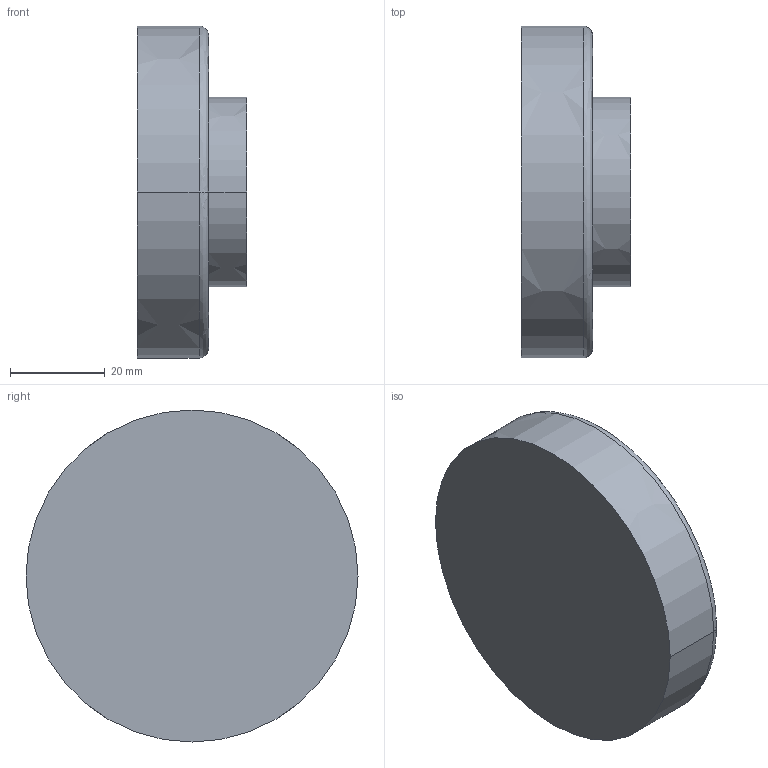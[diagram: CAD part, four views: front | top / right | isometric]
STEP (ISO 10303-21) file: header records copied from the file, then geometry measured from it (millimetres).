
FILE_DESCRIPTION (( 'STEP AP214' ), '1' );
FILE_NAME ('rv-6sdl_Flange.STEP', '2021-06-29T17:09:03', ( '' ), ( '' ), 'SwSTEP 2.0', 'SolidWorks 2018', '' );
FILE_SCHEMA (( 'AUTOMOTIVE_DESIGN' ));
Length unit declared in the file: millimetre
Products named in the file (3): Copy of RV-6S_J6_FLANGE^rv-6sl_arm; Copy of RV-6S_J6_LABYRINTH^rv-6sl_arm; rv-6sdl_Flange
Assembly tree (2 placements, depth 2):
  rv-6sdl_Flange
    Copy of RV-6S_J6_LABYRINTH^rv-6sl_arm
    Copy of RV-6S_J6_FLANGE^rv-6sl_arm
Bounding box: 23 x 70 x 70 mm (x, y, z)
Volume: 65108.1 mm3; surface area: 15098.4 mm2
Topology: 2 solids, 2 shells, 23 faces, 52 edges, 34 vertices
Faces by surface type: bspline 23
Entity records: 994 total; most frequent: CARTESIAN_POINT 399, ORIENTED_EDGE 104, DIRECTION 98, EDGE_CURVE 52, AXIS2_PLACEMENT_3D 41, CIRCLE 36, VERTEX_POINT 34, EDGE_LOOP 34
